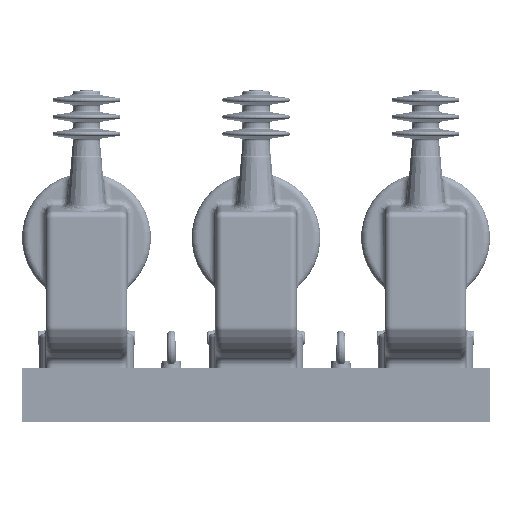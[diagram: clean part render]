
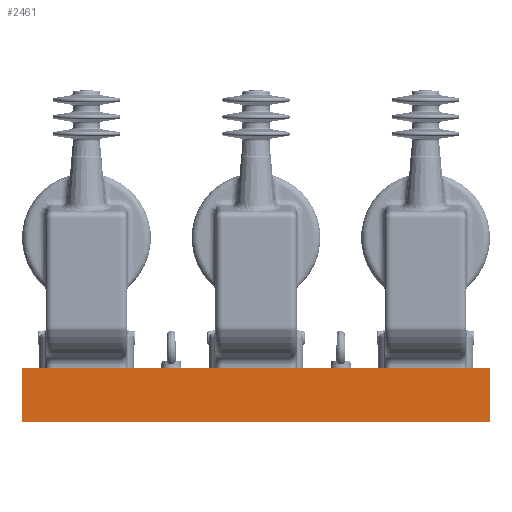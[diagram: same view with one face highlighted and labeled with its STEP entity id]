
A CAD part, left-side view. The second image highlights one B-rep face of the part: STEP entity #2461.
In plain terms, the highlighted planar face has unit normal (-1, 0, 0).
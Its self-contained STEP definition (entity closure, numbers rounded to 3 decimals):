
#2461=ADVANCED_FACE('',(#14922),#14924,.T.);
#14922=FACE_BOUND('',#14923,.T.);
#14923=EDGE_LOOP('',(#45771,#45772,#45773,#45774));
#14924=PLANE('',#14925);
#14925=AXIS2_PLACEMENT_3D('',#14926,#14927,#14928);
#14926=CARTESIAN_POINT('',(0.,80.,-690.));
#14927=DIRECTION('',(-1.,0.,0.));
#14928=DIRECTION('',(0.,-1.,0.));
#45771=ORIENTED_EDGE('',*,*,#53350,.T.);
#45772=ORIENTED_EDGE('',*,*,#53330,.T.);
#45773=ORIENTED_EDGE('',*,*,#53364,.F.);
#45774=ORIENTED_EDGE('',*,*,#53334,.F.);
#53330=EDGE_CURVE('',#57236,#57241,#57243,.T.);
#53334=EDGE_CURVE('',#57249,#57251,#57252,.T.);
#53350=EDGE_CURVE('',#57249,#57236,#57282,.T.);
#53364=EDGE_CURVE('',#57251,#57241,#57303,.T.);
#57236=VERTEX_POINT('',#63482);
#57241=VERTEX_POINT('',#63491);
#57243=LINE('',#63495,#63496);
#57249=VERTEX_POINT('',#63509);
#57251=VERTEX_POINT('',#63513);
#57252=LINE('',#63514,#63515);
#57282=LINE('',#63584,#63585);
#57303=LINE('',#63641,#63642);
#63482=CARTESIAN_POINT('',(0.,0.,-690.));
#63491=CARTESIAN_POINT('',(0.,0.,0.));
#63495=CARTESIAN_POINT('',(0.,0.,-690.));
#63496=VECTOR('',#63497,1.);
#63497=DIRECTION('',(0.,0.,1.));
#63509=CARTESIAN_POINT('',(0.,80.,-690.));
#63513=CARTESIAN_POINT('',(0.,80.,0.));
#63514=CARTESIAN_POINT('',(0.,80.,-690.));
#63515=VECTOR('',#63516,1.);
#63516=DIRECTION('',(0.,0.,1.));
#63584=CARTESIAN_POINT('',(0.,80.,-690.));
#63585=VECTOR('',#63586,1.);
#63586=DIRECTION('',(0.,-1.,0.));
#63641=CARTESIAN_POINT('',(0.,80.,0.));
#63642=VECTOR('',#63643,1.);
#63643=DIRECTION('',(0.,-1.,0.));
